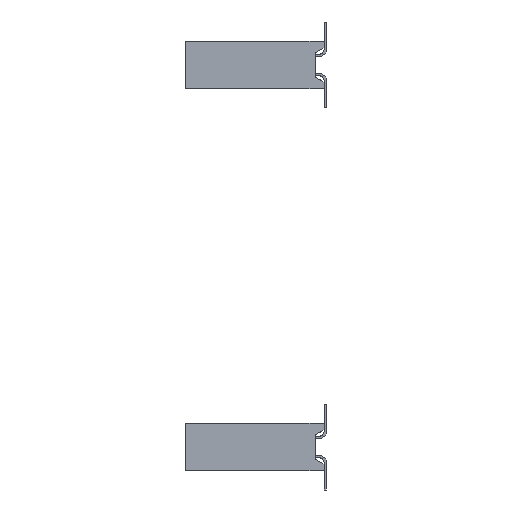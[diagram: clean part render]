
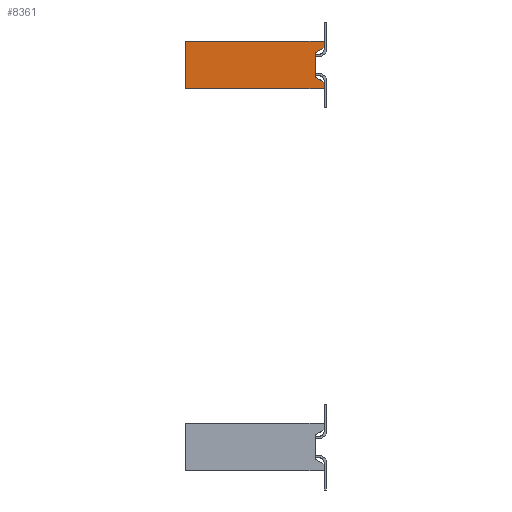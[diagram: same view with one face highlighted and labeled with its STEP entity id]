
A CAD part, left-side view. The second image highlights one B-rep face of the part: STEP entity #8361.
In plain terms, the highlighted planar face has unit normal (-1, 0, 0).
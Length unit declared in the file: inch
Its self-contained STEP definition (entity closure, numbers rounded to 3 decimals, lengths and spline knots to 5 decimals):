
#47 = VERTEX_POINT ( 'NONE', #11654 ) ;
#117 = EDGE_CURVE ( 'NONE', #12443, #2367, #7007, .T. ) ;
#149 = EDGE_CURVE ( 'NONE', #9424, #14450, #3354, .T. ) ;
#258 = CARTESIAN_POINT ( 'NONE',  ( -0.4, 0.29, -0.05 ) ) ;
#635 = ORIENTED_EDGE ( 'NONE', *, *, #149, .F. ) ;
#1297 = ORIENTED_EDGE ( 'NONE', *, *, #117, .T. ) ;
#1611 = PLANE ( 'NONE',  #6888 ) ;
#2367 = VERTEX_POINT ( 'NONE', #3900 ) ;
#2612 = ORIENTED_EDGE ( 'NONE', *, *, #5762, .T. ) ;
#2682 = CARTESIAN_POINT ( 'NONE',  ( -0.4, 0.25474, -0.11107 ) ) ;
#2882 = DIRECTION ( 'NONE',  ( 0., 0.866, -0.5 ) ) ;
#2982 = FACE_OUTER_BOUND ( 'NONE', #9197, .T. ) ;
#3028 = CARTESIAN_POINT ( 'NONE',  ( -0.4, 0.018, 0.02561 ) ) ;
#3129 = LINE ( 'NONE', #12911, #10491 ) ;
#3258 = VERTEX_POINT ( 'NONE', #4080 ) ;
#3354 = LINE ( 'NONE', #5842, #14887 ) ;
#3394 = VECTOR ( 'NONE', #3746, 39.37008 ) ;
#3490 = ORIENTED_EDGE ( 'NONE', *, *, #15085, .F. ) ;
#3629 = CARTESIAN_POINT ( 'NONE',  ( -0.4, 0.018, -0.05 ) ) ;
#3716 = LINE ( 'NONE', #3629, #4626 ) ;
#3746 = DIRECTION ( 'NONE',  ( 0., -1., 0. ) ) ;
#3900 = CARTESIAN_POINT ( 'NONE',  ( -0.4, 0., 0.05 ) ) ;
#4021 = CARTESIAN_POINT ( 'NONE',  ( -0.4, 0., 0.036 ) ) ;
#4080 = CARTESIAN_POINT ( 'NONE',  ( -0.4, 0., -0.05 ) ) ;
#4370 = ORIENTED_EDGE ( 'NONE', *, *, #13436, .F. ) ;
#4626 = VECTOR ( 'NONE', #13021, 39.37008 ) ;
#4696 = CARTESIAN_POINT ( 'NONE',  ( -0.4, 0., -0.036 ) ) ;
#4711 = LINE ( 'NONE', #2682, #9498 ) ;
#5762 = EDGE_CURVE ( 'NONE', #3258, #14450, #3129, .T. ) ;
#5842 = CARTESIAN_POINT ( 'NONE',  ( -0.4, 0.21144, 0.08607 ) ) ;
#5901 = DIRECTION ( 'NONE',  ( 0., -0.866, -0.5 ) ) ;
#6065 = CARTESIAN_POINT ( 'NONE',  ( -0.4, 0.29, -0.05 ) ) ;
#6159 = LINE ( 'NONE', #6065, #3394 ) ;
#6537 = ORIENTED_EDGE ( 'NONE', *, *, #7440, .F. ) ;
#6828 = CARTESIAN_POINT ( 'NONE',  ( -0.4, 0.29, 0.05 ) ) ;
#6888 = AXIS2_PLACEMENT_3D ( 'NONE', #258, #12185, #7417 ) ;
#7004 = CARTESIAN_POINT ( 'NONE',  ( -0.4, 0., -0.05 ) ) ;
#7007 = LINE ( 'NONE', #7004, #9808 ) ;
#7417 = DIRECTION ( 'NONE',  ( 0., 1., 0. ) ) ;
#7440 = EDGE_CURVE ( 'NONE', #47, #12174, #13710, .T. ) ;
#7652 = EDGE_CURVE ( 'NONE', #47, #3258, #6159, .T. ) ;
#7657 = CARTESIAN_POINT ( 'NONE',  ( -0.4, 0.29, -0.05 ) ) ;
#7686 = ORIENTED_EDGE ( 'NONE', *, *, #7652, .T. ) ;
#7789 = CARTESIAN_POINT ( 'NONE',  ( -0.4, 0.018, -0.02561 ) ) ;
#8135 = DIRECTION ( 'NONE',  ( 0., 0., 1. ) ) ;
#8182 = ORIENTED_EDGE ( 'NONE', *, *, #14511, .F. ) ;
#8233 = DIRECTION ( 'NONE',  ( 0., -1., 0. ) ) ;
#8361 = ADVANCED_FACE ( 'NONE', ( #2982 ), #1611, .F. ) ;
#9146 = VECTOR ( 'NONE', #8233, 39.37008 ) ;
#9197 = EDGE_LOOP ( 'NONE', ( #3490, #1297, #8182, #6537, #7686, #2612, #635, #4370 ) ) ;
#9424 = VERTEX_POINT ( 'NONE', #7789 ) ;
#9498 = VECTOR ( 'NONE', #2882, 39.37008 ) ;
#9808 = VECTOR ( 'NONE', #8135, 39.37008 ) ;
#10491 = VECTOR ( 'NONE', #15237, 39.37008 ) ;
#10639 = LINE ( 'NONE', #11835, #9146 ) ;
#10698 = VERTEX_POINT ( 'NONE', #3028 ) ;
#11221 = DIRECTION ( 'NONE',  ( 0., 0., 1. ) ) ;
#11654 = CARTESIAN_POINT ( 'NONE',  ( -0.4, 0.29, -0.05 ) ) ;
#11835 = CARTESIAN_POINT ( 'NONE',  ( -0.4, 0.29, 0.05 ) ) ;
#12174 = VERTEX_POINT ( 'NONE', #6828 ) ;
#12185 = DIRECTION ( 'NONE',  ( 1., 0., 0. ) ) ;
#12443 = VERTEX_POINT ( 'NONE', #4021 ) ;
#12785 = VECTOR ( 'NONE', #11221, 39.37008 ) ;
#12911 = CARTESIAN_POINT ( 'NONE',  ( -0.4, 0., -0.05 ) ) ;
#13021 = DIRECTION ( 'NONE',  ( 0., 0., -1. ) ) ;
#13436 = EDGE_CURVE ( 'NONE', #10698, #9424, #3716, .T. ) ;
#13710 = LINE ( 'NONE', #7657, #12785 ) ;
#14450 = VERTEX_POINT ( 'NONE', #4696 ) ;
#14511 = EDGE_CURVE ( 'NONE', #12174, #2367, #10639, .T. ) ;
#14887 = VECTOR ( 'NONE', #5901, 39.37008 ) ;
#15085 = EDGE_CURVE ( 'NONE', #12443, #10698, #4711, .T. ) ;
#15237 = DIRECTION ( 'NONE',  ( 0., 0., 1. ) ) ;
